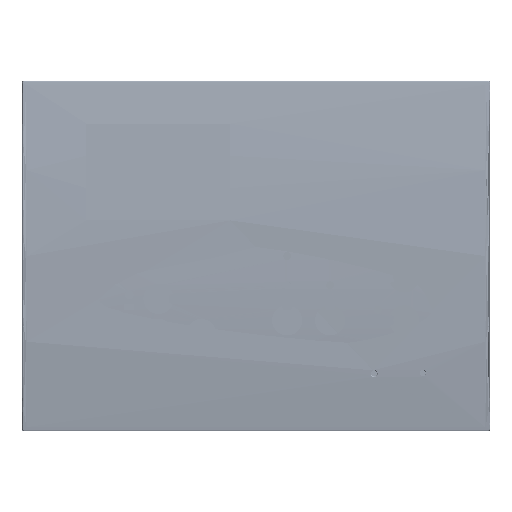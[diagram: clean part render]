
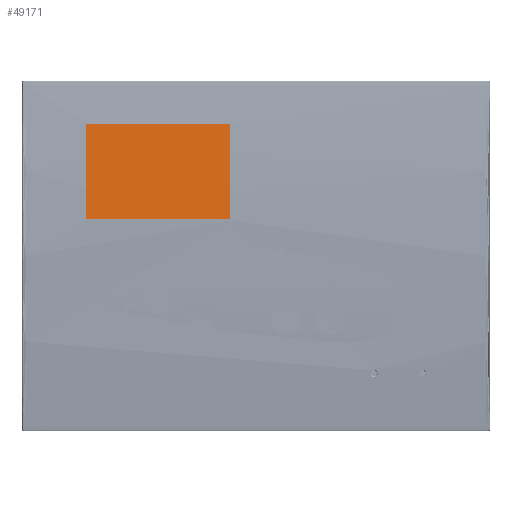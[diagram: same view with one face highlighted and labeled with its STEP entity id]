
A CAD part, front view. The second image highlights one B-rep face of the part: STEP entity #49171.
In plain terms, the highlighted planar face has unit normal (0, -0.999, 0.046).
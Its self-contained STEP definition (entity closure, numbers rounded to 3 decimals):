
#1214=PLANE('',#154887);
#7979=LINE('',#209903,#24642);
#7983=LINE('',#209912,#24646);
#7984=LINE('',#209914,#24647);
#7985=LINE('',#209916,#24648);
#24642=VECTOR('',#169086,1.);
#24646=VECTOR('',#169092,1.);
#24647=VECTOR('',#169093,1.);
#24648=VECTOR('',#169094,1.);
#49171=ADVANCED_FACE('',(#58201),#1214,.T.);
#58201=FACE_OUTER_BOUND('',#65121,.T.);
#65121=EDGE_LOOP('',(#76909,#76910,#76911,#76912));
#76909=ORIENTED_EDGE('',*,*,#131739,.F.);
#76910=ORIENTED_EDGE('',*,*,#131735,.F.);
#76911=ORIENTED_EDGE('',*,*,#131740,.F.);
#76912=ORIENTED_EDGE('',*,*,#131741,.F.);
#115636=VERTEX_POINT('',#209904);
#115637=VERTEX_POINT('',#209905);
#115640=VERTEX_POINT('',#209913);
#115641=VERTEX_POINT('',#209915);
#131735=EDGE_CURVE('',#115636,#115637,#7979,.T.);
#131739=EDGE_CURVE('',#115637,#115640,#7983,.T.);
#131740=EDGE_CURVE('',#115641,#115636,#7984,.T.);
#131741=EDGE_CURVE('',#115640,#115641,#7985,.T.);
#154887=AXIS2_PLACEMENT_3D('',#209917,#169095,#169096);
#169086=DIRECTION('',(-1.,0.,0.));
#169092=DIRECTION('',(0.,0.046,0.999));
#169093=DIRECTION('',(0.,-0.046,-0.999));
#169094=DIRECTION('',(1.,0.,0.));
#169095=DIRECTION('',(0.,-0.999,0.046));
#169096=DIRECTION('',(-1.,0.,0.));
#209903=CARTESIAN_POINT('',(-69.25,-11.534,19.07));
#209904=CARTESIAN_POINT('',(-11.5,-11.534,19.07));
#209905=CARTESIAN_POINT('',(-88.5,-11.534,19.07));
#209912=CARTESIAN_POINT('',(-88.5,-9.839,56.156));
#209913=CARTESIAN_POINT('',(-88.5,-9.274,68.519));
#209914=CARTESIAN_POINT('',(-11.5,-10.969,31.432));
#209915=CARTESIAN_POINT('',(-11.5,-9.274,68.519));
#209916=CARTESIAN_POINT('',(-30.75,-9.274,68.519));
#209917=CARTESIAN_POINT('',(-50.,-10.475,42.246));
